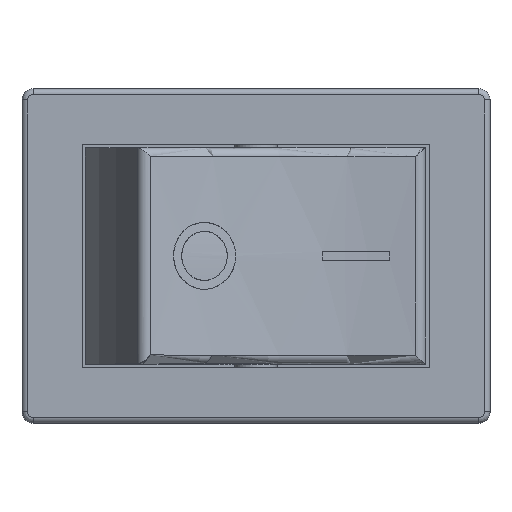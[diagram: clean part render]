
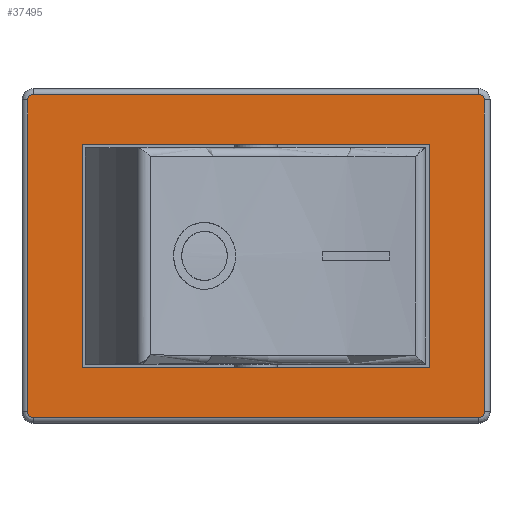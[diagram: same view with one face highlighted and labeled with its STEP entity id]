
A CAD part, top view. The second image highlights one B-rep face of the part: STEP entity #37495.
In plain terms, the highlighted planar face has unit normal (0, 0, 1).
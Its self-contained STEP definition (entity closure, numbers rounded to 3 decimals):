
#36950=CARTESIAN_POINT('',(-7.8,-5.,13.6));
#36951=VERTEX_POINT('',#36950);
#36958=CARTESIAN_POINT('',(7.8,-5.,13.6));
#36959=VERTEX_POINT('',#36958);
#36960=CARTESIAN_POINT('',(7.8,-5.,13.6));
#36961=DIRECTION('',(-1.0,0.0,0.0));
#36962=VECTOR('',#36961,15.6);
#36963=LINE('',#36960,#36962);
#36964=EDGE_CURVE('',#36959,#36951,#36963,.T.);
#36993=CARTESIAN_POINT('',(7.8,5.,13.6));
#36994=VERTEX_POINT('',#36993);
#37001=CARTESIAN_POINT('',(-7.8,5.,13.6));
#37002=VERTEX_POINT('',#37001);
#37003=CARTESIAN_POINT('',(-7.8,5.,13.6));
#37004=DIRECTION('',(1.0,0.0,0.0));
#37005=VECTOR('',#37004,15.6);
#37006=LINE('',#37003,#37005);
#37007=EDGE_CURVE('',#37002,#36994,#37006,.T.);
#37033=CARTESIAN_POINT('',(7.8,5.,13.6));
#37034=DIRECTION('',(0.0,-1.0,0.0));
#37035=VECTOR('',#37034,10.);
#37036=LINE('',#37033,#37035);
#37037=EDGE_CURVE('',#36994,#36959,#37036,.T.);
#37067=CARTESIAN_POINT('',(-7.8,-5.,13.6));
#37068=DIRECTION('',(0.0,1.0,0.0));
#37069=VECTOR('',#37068,10.);
#37070=LINE('',#37067,#37069);
#37071=EDGE_CURVE('',#36951,#37002,#37070,.T.);
#37084=CARTESIAN_POINT('',(-10.,7.25,13.6));
#37085=VERTEX_POINT('',#37084);
#37093=CARTESIAN_POINT('',(10.,7.25,13.6));
#37094=VERTEX_POINT('',#37093);
#37095=CARTESIAN_POINT('',(-10.,7.25,13.6));
#37096=DIRECTION('',(1.0,0.0,0.0));
#37097=VECTOR('',#37096,20.);
#37098=LINE('',#37095,#37097);
#37099=EDGE_CURVE('',#37085,#37094,#37098,.T.);
#37138=CARTESIAN_POINT('',(-10.25,7.,13.6));
#37139=VERTEX_POINT('',#37138);
#37147=CARTESIAN_POINT('',(-10.,7.,13.6));
#37148=DIRECTION('',(0.0,0.0,-1.0));
#37149=DIRECTION('',(-0.707,0.707,0.0));
#37150=AXIS2_PLACEMENT_3D('',#37147,#37148,#37149);
#37151=CIRCLE('',#37150,0.25);
#37152=EDGE_CURVE('',#37139,#37085,#37151,.T.);
#37188=CARTESIAN_POINT('',(10.25,7.,13.6));
#37189=VERTEX_POINT('',#37188);
#37207=CARTESIAN_POINT('',(10.,7.,13.6));
#37208=DIRECTION('',(0.0,0.0,-1.0));
#37209=DIRECTION('',(0.707,0.707,0.0));
#37210=AXIS2_PLACEMENT_3D('',#37207,#37208,#37209);
#37211=CIRCLE('',#37210,0.25);
#37212=EDGE_CURVE('',#37094,#37189,#37211,.T.);
#37224=CARTESIAN_POINT('',(-10.25,-7.,13.6));
#37225=VERTEX_POINT('',#37224);
#37233=CARTESIAN_POINT('',(-10.25,-7.,13.6));
#37234=DIRECTION('',(0.0,1.0,0.0));
#37235=VECTOR('',#37234,14.);
#37236=LINE('',#37233,#37235);
#37237=EDGE_CURVE('',#37225,#37139,#37236,.T.);
#37254=CARTESIAN_POINT('',(10.25,-7.,13.6));
#37255=VERTEX_POINT('',#37254);
#37272=CARTESIAN_POINT('',(10.25,7.,13.6));
#37273=DIRECTION('',(0.0,-1.0,0.0));
#37274=VECTOR('',#37273,14.);
#37275=LINE('',#37272,#37274);
#37276=EDGE_CURVE('',#37189,#37255,#37275,.T.);
#37300=CARTESIAN_POINT('',(-10.,-7.25,13.6));
#37301=VERTEX_POINT('',#37300);
#37309=CARTESIAN_POINT('',(-10.,-7.,13.6));
#37310=DIRECTION('',(0.0,0.0,-1.0));
#37311=DIRECTION('',(-0.707,-0.707,0.0));
#37312=AXIS2_PLACEMENT_3D('',#37309,#37310,#37311);
#37313=CIRCLE('',#37312,0.25);
#37314=EDGE_CURVE('',#37301,#37225,#37313,.T.);
#37350=CARTESIAN_POINT('',(10.,-7.25,13.6));
#37351=VERTEX_POINT('',#37350);
#37369=CARTESIAN_POINT('',(10.,-7.,13.6));
#37370=DIRECTION('',(0.0,0.0,-1.0));
#37371=DIRECTION('',(0.707,-0.707,0.0));
#37372=AXIS2_PLACEMENT_3D('',#37369,#37370,#37371);
#37373=CIRCLE('',#37372,0.25);
#37374=EDGE_CURVE('',#37255,#37351,#37373,.T.);
#37392=CARTESIAN_POINT('',(10.,-7.25,13.6));
#37393=DIRECTION('',(-1.0,0.0,0.0));
#37394=VECTOR('',#37393,20.);
#37395=LINE('',#37392,#37394);
#37396=EDGE_CURVE('',#37351,#37301,#37395,.T.);
#37474=CARTESIAN_POINT('',(-11.275,-7.975,13.6));
#37475=DIRECTION('',(0.0,0.0,1.0));
#37476=DIRECTION('',(1.0,0.0,0.0));
#37477=AXIS2_PLACEMENT_3D('',#37474,#37475,#37476);
#37478=PLANE('',#37477);
#37479=ORIENTED_EDGE('',*,*,#37099,.F.);
#37480=ORIENTED_EDGE('',*,*,#37152,.F.);
#37481=ORIENTED_EDGE('',*,*,#37237,.F.);
#37482=ORIENTED_EDGE('',*,*,#37314,.F.);
#37483=ORIENTED_EDGE('',*,*,#37396,.F.);
#37484=ORIENTED_EDGE('',*,*,#37374,.F.);
#37485=ORIENTED_EDGE('',*,*,#37276,.F.);
#37486=ORIENTED_EDGE('',*,*,#37212,.F.);
#37487=EDGE_LOOP('',(#37479,#37480,#37481,#37482,#37483,#37484,#37485,#37486));
#37488=FACE_OUTER_BOUND('',#37487,.T.);
#37489=ORIENTED_EDGE('',*,*,#37007,.T.);
#37490=ORIENTED_EDGE('',*,*,#37037,.T.);
#37491=ORIENTED_EDGE('',*,*,#36964,.T.);
#37492=ORIENTED_EDGE('',*,*,#37071,.T.);
#37493=EDGE_LOOP('',(#37489,#37490,#37491,#37492));
#37494=FACE_BOUND('',#37493,.T.);
#37495=ADVANCED_FACE('',(#37488,#37494),#37478,.T.);
